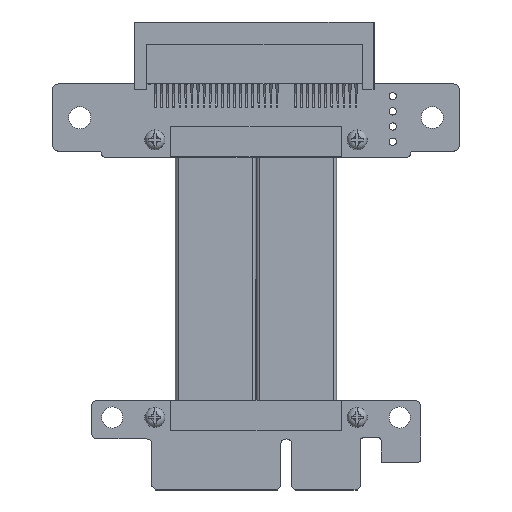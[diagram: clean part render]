
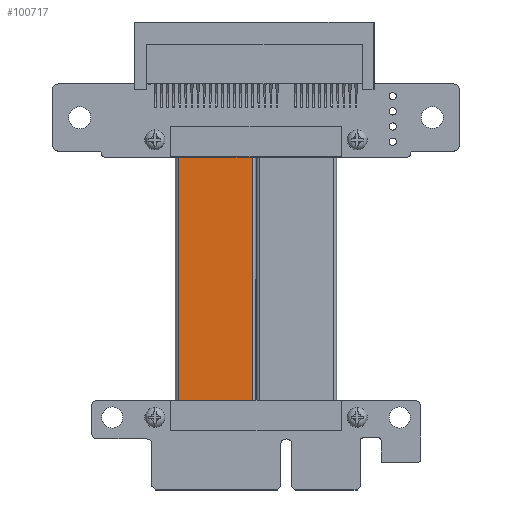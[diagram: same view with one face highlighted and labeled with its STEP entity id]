
A CAD part, top view. The second image highlights one B-rep face of the part: STEP entity #100717.
In plain terms, the highlighted face is planar.
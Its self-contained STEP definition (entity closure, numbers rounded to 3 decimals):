
#100717 = ADVANCED_FACE('',(#100718),#100752,.T.);
#100718 = FACE_BOUND('',#100719,.T.);
#100719 = EDGE_LOOP('',(#100720,#100730,#100738,#100746));
#100720 = ORIENTED_EDGE('',*,*,#100721,.F.);
#100721 = EDGE_CURVE('',#100722,#100724,#100726,.T.);
#100722 = VERTEX_POINT('',#100723);
#100723 = CARTESIAN_POINT('',(0.,-1.4,
    0.));
#100724 = VERTEX_POINT('',#100725);
#100725 = CARTESIAN_POINT('',(12.065,-1.4,0.));
#100726 = LINE('',#100727,#100728);
#100727 = CARTESIAN_POINT('',(6.032,-1.4,0.));
#100728 = VECTOR('',#100729,1.);
#100729 = DIRECTION('',(1.,0.,0.));
#100730 = ORIENTED_EDGE('',*,*,#100731,.F.);
#100731 = EDGE_CURVE('',#100732,#100722,#100734,.T.);
#100732 = VERTEX_POINT('',#100733);
#100733 = CARTESIAN_POINT('',(0.,-1.4,-43.)
  );
#100734 = LINE('',#100735,#100736);
#100735 = CARTESIAN_POINT('',(0.,-1.4,-43.)
  );
#100736 = VECTOR('',#100737,1.);
#100737 = DIRECTION('',(0.,0.,1.));
#100738 = ORIENTED_EDGE('',*,*,#100739,.T.);
#100739 = EDGE_CURVE('',#100732,#100740,#100742,.T.);
#100740 = VERTEX_POINT('',#100741);
#100741 = CARTESIAN_POINT('',(12.065,-1.4,-43.));
#100742 = LINE('',#100743,#100744);
#100743 = CARTESIAN_POINT('',(12.065,-1.4,-43.));
#100744 = VECTOR('',#100745,1.);
#100745 = DIRECTION('',(1.,0.,0.));
#100746 = ORIENTED_EDGE('',*,*,#100747,.T.);
#100747 = EDGE_CURVE('',#100740,#100724,#100748,.T.);
#100748 = LINE('',#100749,#100750);
#100749 = CARTESIAN_POINT('',(12.065,-1.4,-43.));
#100750 = VECTOR('',#100751,1.);
#100751 = DIRECTION('',(0.,0.,1.));
#100752 = PLANE('',#100753);
#100753 = AXIS2_PLACEMENT_3D('',#100754,#100755,#100756);
#100754 = CARTESIAN_POINT('',(6.032,-1.4,-43.));
#100755 = DIRECTION('',(0.,-1.,0.));
#100756 = DIRECTION('',(0.,0.,-1.));
